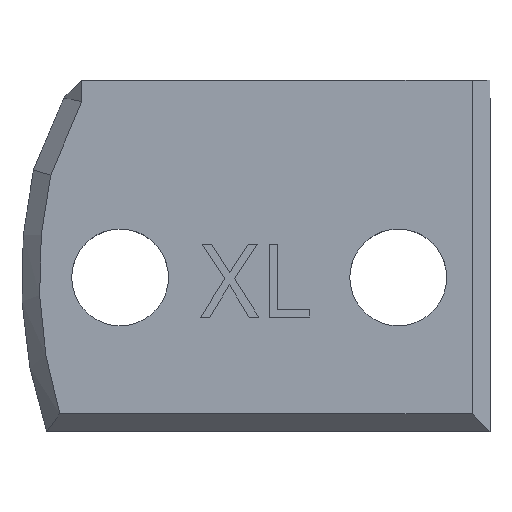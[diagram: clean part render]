
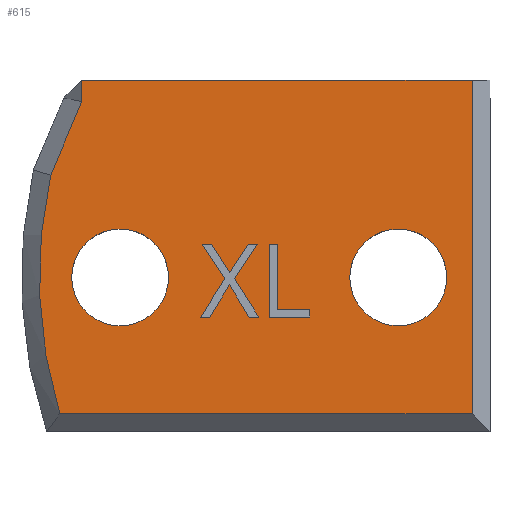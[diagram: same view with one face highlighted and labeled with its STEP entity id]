
A CAD part, top view. The second image highlights one B-rep face of the part: STEP entity #615.
In plain terms, the highlighted planar face has unit normal (0, 0, 1).
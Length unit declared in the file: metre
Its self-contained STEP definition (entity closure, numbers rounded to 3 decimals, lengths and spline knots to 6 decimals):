
#20=CIRCLE('',#664,0.026);
#21=CIRCLE('',#665,0.0027);
#22=CIRCLE('',#666,0.0027);
#27=ORIENTED_EDGE('',*,*,#201,.T.);
#28=ORIENTED_EDGE('',*,*,#202,.T.);
#29=ORIENTED_EDGE('',*,*,#203,.T.);
#30=ORIENTED_EDGE('',*,*,#204,.T.);
#31=ORIENTED_EDGE('',*,*,#205,.T.);
#32=ORIENTED_EDGE('',*,*,#206,.T.);
#33=ORIENTED_EDGE('',*,*,#207,.T.);
#34=ORIENTED_EDGE('',*,*,#208,.T.);
#35=ORIENTED_EDGE('',*,*,#209,.T.);
#36=ORIENTED_EDGE('',*,*,#210,.T.);
#37=ORIENTED_EDGE('',*,*,#211,.T.);
#38=ORIENTED_EDGE('',*,*,#212,.T.);
#39=ORIENTED_EDGE('',*,*,#213,.F.);
#40=ORIENTED_EDGE('',*,*,#214,.T.);
#41=ORIENTED_EDGE('',*,*,#215,.T.);
#42=ORIENTED_EDGE('',*,*,#216,.T.);
#43=ORIENTED_EDGE('',*,*,#217,.T.);
#44=ORIENTED_EDGE('',*,*,#218,.T.);
#45=ORIENTED_EDGE('',*,*,#219,.T.);
#46=ORIENTED_EDGE('',*,*,#220,.T.);
#47=ORIENTED_EDGE('',*,*,#221,.T.);
#48=ORIENTED_EDGE('',*,*,#222,.T.);
#49=ORIENTED_EDGE('',*,*,#223,.T.);
#50=ORIENTED_EDGE('',*,*,#224,.T.);
#51=ORIENTED_EDGE('',*,*,#225,.T.);
#52=ORIENTED_EDGE('',*,*,#226,.T.);
#201=EDGE_CURVE('',#288,#289,#346,.T.);
#202=EDGE_CURVE('',#289,#290,#347,.T.);
#203=EDGE_CURVE('',#290,#291,#348,.T.);
#204=EDGE_CURVE('',#291,#292,#349,.T.);
#205=EDGE_CURVE('',#292,#293,#350,.T.);
#206=EDGE_CURVE('',#293,#294,#351,.T.);
#207=EDGE_CURVE('',#294,#295,#352,.T.);
#208=EDGE_CURVE('',#295,#296,#353,.T.);
#209=EDGE_CURVE('',#296,#297,#354,.T.);
#210=EDGE_CURVE('',#297,#298,#355,.T.);
#211=EDGE_CURVE('',#298,#299,#356,.T.);
#212=EDGE_CURVE('',#299,#288,#357,.T.);
#213=EDGE_CURVE('',#300,#301,#358,.T.);
#214=EDGE_CURVE('',#300,#302,#359,.T.);
#215=EDGE_CURVE('',#302,#303,#360,.T.);
#216=EDGE_CURVE('',#303,#304,#20,.F.);
#217=EDGE_CURVE('',#304,#305,#361,.T.);
#218=EDGE_CURVE('',#305,#301,#362,.T.);
#219=EDGE_CURVE('',#306,#306,#21,.T.);
#220=EDGE_CURVE('',#307,#307,#22,.T.);
#221=EDGE_CURVE('',#308,#309,#363,.T.);
#222=EDGE_CURVE('',#309,#310,#364,.T.);
#223=EDGE_CURVE('',#310,#311,#365,.T.);
#224=EDGE_CURVE('',#311,#312,#366,.T.);
#225=EDGE_CURVE('',#312,#313,#367,.T.);
#226=EDGE_CURVE('',#313,#308,#368,.T.);
#288=VERTEX_POINT('',#870);
#289=VERTEX_POINT('',#871);
#290=VERTEX_POINT('',#873);
#291=VERTEX_POINT('',#875);
#292=VERTEX_POINT('',#877);
#293=VERTEX_POINT('',#879);
#294=VERTEX_POINT('',#881);
#295=VERTEX_POINT('',#883);
#296=VERTEX_POINT('',#885);
#297=VERTEX_POINT('',#887);
#298=VERTEX_POINT('',#889);
#299=VERTEX_POINT('',#891);
#300=VERTEX_POINT('',#894);
#301=VERTEX_POINT('',#895);
#302=VERTEX_POINT('',#897);
#303=VERTEX_POINT('',#899);
#304=VERTEX_POINT('',#901);
#305=VERTEX_POINT('',#903);
#306=VERTEX_POINT('',#906);
#307=VERTEX_POINT('',#908);
#308=VERTEX_POINT('',#910);
#309=VERTEX_POINT('',#911);
#310=VERTEX_POINT('',#913);
#311=VERTEX_POINT('',#915);
#312=VERTEX_POINT('',#917);
#313=VERTEX_POINT('',#919);
#346=LINE('',#869,#422);
#347=LINE('',#872,#423);
#348=LINE('',#874,#424);
#349=LINE('',#876,#425);
#350=LINE('',#878,#426);
#351=LINE('',#880,#427);
#352=LINE('',#882,#428);
#353=LINE('',#884,#429);
#354=LINE('',#886,#430);
#355=LINE('',#888,#431);
#356=LINE('',#890,#432);
#357=LINE('',#892,#433);
#358=LINE('',#893,#434);
#359=LINE('',#896,#435);
#360=LINE('',#898,#436);
#361=LINE('',#902,#437);
#362=LINE('',#904,#438);
#363=LINE('',#909,#439);
#364=LINE('',#912,#440);
#365=LINE('',#914,#441);
#366=LINE('',#916,#442);
#367=LINE('',#918,#443);
#368=LINE('',#920,#444);
#422=VECTOR('',#709,1.);
#423=VECTOR('',#710,1.);
#424=VECTOR('',#711,1.);
#425=VECTOR('',#712,1.);
#426=VECTOR('',#713,1.);
#427=VECTOR('',#714,1.);
#428=VECTOR('',#715,1.);
#429=VECTOR('',#716,1.);
#430=VECTOR('',#717,1.);
#431=VECTOR('',#718,1.);
#432=VECTOR('',#719,1.);
#433=VECTOR('',#720,1.);
#434=VECTOR('',#721,1.);
#435=VECTOR('',#722,1.);
#436=VECTOR('',#723,1.);
#437=VECTOR('',#726,1.);
#438=VECTOR('',#727,1.);
#439=VECTOR('',#732,1.);
#440=VECTOR('',#733,1.);
#441=VECTOR('',#734,1.);
#442=VECTOR('',#735,1.);
#443=VECTOR('',#736,1.);
#444=VECTOR('',#737,1.);
#498=EDGE_LOOP('',(#27,#28,#29,#30,#31,#32,#33,#34,#35,#36,#37,#38));
#499=EDGE_LOOP('',(#39,#40,#41,#42,#43,#44));
#500=EDGE_LOOP('',(#45));
#501=EDGE_LOOP('',(#46));
#502=EDGE_LOOP('',(#47,#48,#49,#50,#51,#52));
#541=FACE_BOUND('',#498,.T.);
#542=FACE_BOUND('',#499,.T.);
#543=FACE_BOUND('',#500,.T.);
#544=FACE_BOUND('',#501,.T.);
#545=FACE_BOUND('',#502,.T.);
#584=PLANE('',#663);
#615=ADVANCED_FACE('',(#541,#542,#543,#544,#545),#584,.F.);
#663=AXIS2_PLACEMENT_3D('',#868,#707,#708);
#664=AXIS2_PLACEMENT_3D('',#900,#724,#725);
#665=AXIS2_PLACEMENT_3D('',#905,#728,#729);
#666=AXIS2_PLACEMENT_3D('',#907,#730,#731);
#707=DIRECTION('',(0.,0.,-1.));
#708=DIRECTION('',(1.,0.,0.));
#709=DIRECTION('',(-1.,0.,0.));
#710=DIRECTION('',(-0.522,0.853,0.));
#711=DIRECTION('',(-0.528,-0.849,0.));
#712=DIRECTION('',(-1.,0.,0.));
#713=DIRECTION('',(0.537,0.844,0.));
#714=DIRECTION('',(-0.545,0.839,0.));
#715=DIRECTION('',(1.,0.,0.));
#716=DIRECTION('',(0.531,-0.847,0.));
#717=DIRECTION('',(0.534,0.845,0.));
#718=DIRECTION('',(1.,0.,0.));
#719=DIRECTION('',(-0.547,-0.837,0.));
#720=DIRECTION('',(0.535,-0.845,0.));
#721=DIRECTION('',(1.,0.,0.));
#722=DIRECTION('',(0.,-1.,0.));
#723=DIRECTION('',(-0.389,-0.921,0.));
#724=DIRECTION('',(0.,0.,-1.));
#725=DIRECTION('',(0.,1.,0.));
#726=DIRECTION('',(1.,0.,0.));
#727=DIRECTION('',(0.,1.,0.));
#728=DIRECTION('',(0.,0.,-1.));
#729=DIRECTION('',(1.,0.,0.));
#730=DIRECTION('',(0.,0.,-1.));
#731=DIRECTION('',(1.,0.,0.));
#732=DIRECTION('',(0.,1.,0.));
#733=DIRECTION('',(1.,0.,0.));
#734=DIRECTION('',(0.,-1.,0.));
#735=DIRECTION('',(1.,0.,0.));
#736=DIRECTION('',(0.,-1.,0.));
#737=DIRECTION('',(-1.,0.,0.));
#868=CARTESIAN_POINT('',(0.003156,-0.0012,0.0037));
#869=CARTESIAN_POINT('',(-0.003489,-0.002108,0.0037));
#870=CARTESIAN_POINT('',(-0.003221,-0.002108,0.0037));
#871=CARTESIAN_POINT('',(-0.003758,-0.002108,0.0037));
#872=CARTESIAN_POINT('',(-0.004305,-0.001213,0.0037));
#873=CARTESIAN_POINT('',(-0.004852,-0.000318,0.0037));
#874=CARTESIAN_POINT('',(-0.005409,-0.001213,0.0037));
#875=CARTESIAN_POINT('',(-0.005965,-0.002108,0.0037));
#876=CARTESIAN_POINT('',(-0.006216,-0.002108,0.0037));
#877=CARTESIAN_POINT('',(-0.006467,-0.002108,0.0037));
#878=CARTESIAN_POINT('',(-0.00579,-0.001044,0.0037));
#879=CARTESIAN_POINT('',(-0.005114,0.00002,0.0037));
#880=CARTESIAN_POINT('',(-0.005744,0.000991,0.0037));
#881=CARTESIAN_POINT('',(-0.006375,0.001963,0.0037));
#882=CARTESIAN_POINT('',(-0.006113,0.001963,0.0037));
#883=CARTESIAN_POINT('',(-0.005851,0.001963,0.0037));
#884=CARTESIAN_POINT('',(-0.005346,0.001156,0.0037));
#885=CARTESIAN_POINT('',(-0.004841,0.00035,0.0037));
#886=CARTESIAN_POINT('',(-0.004332,0.001156,0.0037));
#887=CARTESIAN_POINT('',(-0.003822,0.001963,0.0037));
#888=CARTESIAN_POINT('',(-0.00357,0.001963,0.0037));
#889=CARTESIAN_POINT('',(-0.003319,0.001963,0.0037));
#890=CARTESIAN_POINT('',(-0.003949,0.000999,0.0037));
#891=CARTESIAN_POINT('',(-0.004579,0.000036,0.0037));
#892=CARTESIAN_POINT('',(-0.0039,-0.001036,0.0037));
#893=CARTESIAN_POINT('',(-0.015775,0.0111,0.0037));
#894=CARTESIAN_POINT('',(-0.013088,0.0111,0.0037));
#895=CARTESIAN_POINT('',(0.008661,0.0111,0.0037));
#896=CARTESIAN_POINT('',(-0.013088,-0.0012,0.0037));
#897=CARTESIAN_POINT('',(-0.013088,0.009898,0.0037));
#898=CARTESIAN_POINT('',(-0.014608,0.006293,0.0037));
#899=CARTESIAN_POINT('',(-0.014819,0.005793,0.0037));
#900=CARTESIAN_POINT('',(0.01055,0.0001,0.0037));
#901=CARTESIAN_POINT('',(-0.014314,-0.0075,0.0037));
#902=CARTESIAN_POINT('',(0.009661,-0.0075,0.0037));
#903=CARTESIAN_POINT('',(0.008661,-0.0075,0.0037));
#904=CARTESIAN_POINT('',(0.008661,0.0101,0.0037));
#905=CARTESIAN_POINT('',(0.00455,0.0001,0.0037));
#906=CARTESIAN_POINT('',(0.00725,0.0001,0.0037));
#907=CARTESIAN_POINT('',(-0.01095,0.0001,0.0037));
#908=CARTESIAN_POINT('',(-0.00825,0.0001,0.0037));
#909=CARTESIAN_POINT('',(-0.002639,-0.000073,0.0037));
#910=CARTESIAN_POINT('',(-0.002639,-0.002108,0.0037));
#911=CARTESIAN_POINT('',(-0.002639,0.001963,0.0037));
#912=CARTESIAN_POINT('',(-0.002402,0.001963,0.0037));
#913=CARTESIAN_POINT('',(-0.002166,0.001963,0.0037));
#914=CARTESIAN_POINT('',(-0.002166,0.000142,0.0037));
#915=CARTESIAN_POINT('',(-0.002166,-0.001679,0.0037));
#916=CARTESIAN_POINT('',(-0.001268,-0.001679,0.0037));
#917=CARTESIAN_POINT('',(-0.00037,-0.001679,0.0037));
#918=CARTESIAN_POINT('',(-0.00037,-0.001894,0.0037));
#919=CARTESIAN_POINT('',(-0.00037,-0.002108,0.0037));
#920=CARTESIAN_POINT('',(-0.001504,-0.002108,0.0037));
